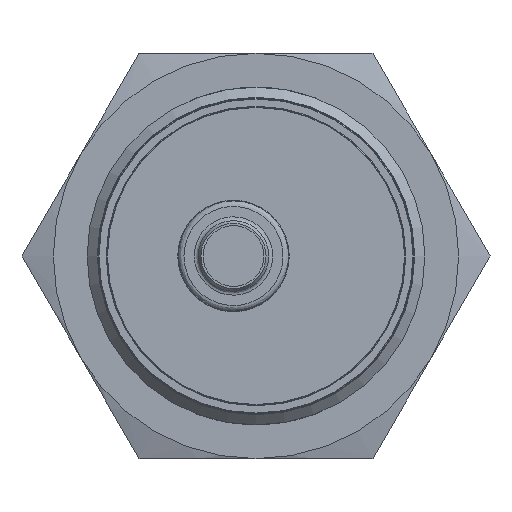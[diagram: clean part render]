
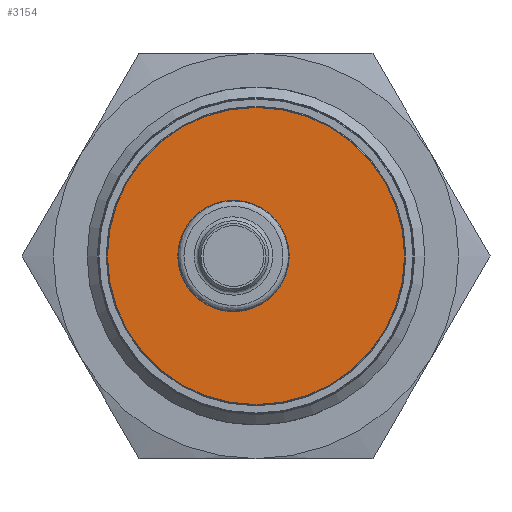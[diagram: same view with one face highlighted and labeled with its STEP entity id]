
A CAD part, left-side view. The second image highlights one B-rep face of the part: STEP entity #3154.
In plain terms, the highlighted planar face has unit normal (-1, 0, 0).
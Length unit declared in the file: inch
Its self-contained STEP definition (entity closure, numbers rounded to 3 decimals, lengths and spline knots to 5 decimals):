
#50 = ORIENTED_EDGE ( 'NONE', *, *, #951, .T. ) ;
#208 = DIRECTION ( 'NONE',  ( 0., 0., 1. ) ) ;
#260 = DIRECTION ( 'NONE',  ( 0., 0., 1. ) ) ;
#427 = CARTESIAN_POINT ( 'NONE',  ( 0., 0., 0.51965 ) ) ;
#491 = CIRCLE ( 'NONE', #1037, 0.19491 ) ;
#581 = VERTEX_POINT ( 'NONE', #427 ) ;
#673 = CARTESIAN_POINT ( 'NONE',  ( 0., 0., 0. ) ) ;
#792 = ORIENTED_EDGE ( 'NONE', *, *, #2866, .T. ) ;
#804 = FACE_OUTER_BOUND ( 'NONE', #3428, .T. ) ;
#951 = EDGE_CURVE ( 'NONE', #3678, #3678, #491, .T. ) ;
#1037 = AXIS2_PLACEMENT_3D ( 'NONE', #2033, #3837, #208 ) ;
#1233 = FACE_BOUND ( 'NONE', #3560, .T. ) ;
#1976 = AXIS2_PLACEMENT_3D ( 'NONE', #673, #2543, #2801 ) ;
#2033 = CARTESIAN_POINT ( 'NONE',  ( 0., 0.07874, 0. ) ) ;
#2091 = DIRECTION ( 'NONE',  ( -1., 0., 0. ) ) ;
#2543 = DIRECTION ( 'NONE',  ( -1., 0., 0. ) ) ;
#2704 = CARTESIAN_POINT ( 'NONE',  ( 0., 0.26083, 0. ) ) ;
#2801 = DIRECTION ( 'NONE',  ( 0., 0., 1. ) ) ;
#2866 = EDGE_CURVE ( 'NONE', #581, #581, #2961, .T. ) ;
#2961 = CIRCLE ( 'NONE', #1976, 0.51965 ) ;
#3035 = PLANE ( 'NONE',  #3762 ) ;
#3154 = ADVANCED_FACE ( 'NONE', ( #804, #1233 ), #3035, .T. ) ;
#3428 = EDGE_LOOP ( 'NONE', ( #792 ) ) ;
#3458 = CARTESIAN_POINT ( 'NONE',  ( 0., 0.07874, 0.19491 ) ) ;
#3560 = EDGE_LOOP ( 'NONE', ( #50 ) ) ;
#3678 = VERTEX_POINT ( 'NONE', #3458 ) ;
#3762 = AXIS2_PLACEMENT_3D ( 'NONE', #2704, #2091, #260 ) ;
#3837 = DIRECTION ( 'NONE',  ( 1., 0., 0. ) ) ;
